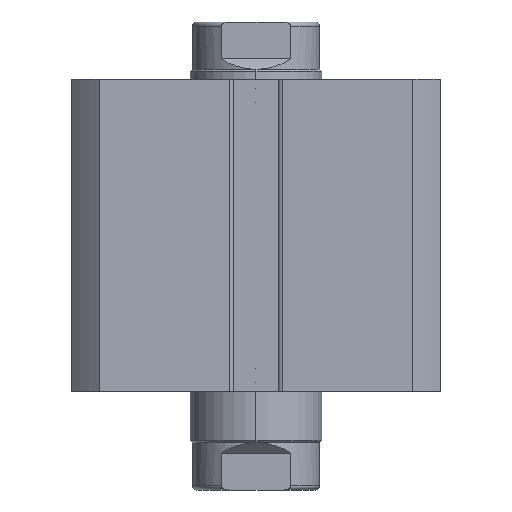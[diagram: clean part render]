
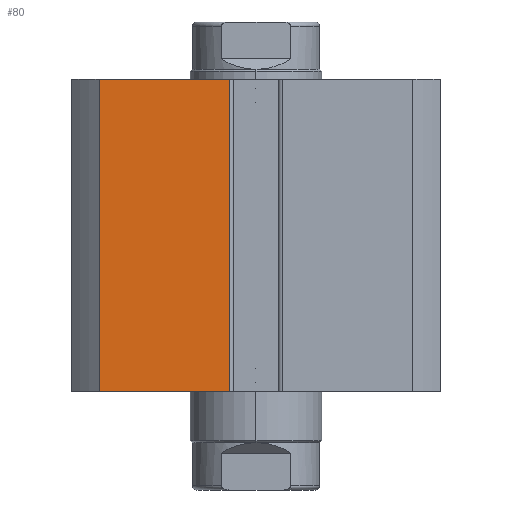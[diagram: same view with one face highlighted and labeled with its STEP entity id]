
A CAD part, front view. The second image highlights one B-rep face of the part: STEP entity #80.
In plain terms, the highlighted planar face has unit normal (0, -1, 0).
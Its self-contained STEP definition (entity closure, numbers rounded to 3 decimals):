
#80 = ADVANCED_FACE ( 'NONE', ( #3943 ), #701, .F. ) ;
#205 = DIRECTION ( 'NONE',  ( 1., 0., 0. ) ) ;
#206 = CARTESIAN_POINT ( 'NONE',  ( -22.5, -22.5, 0. ) ) ;
#294 = VERTEX_POINT ( 'NONE', #772 ) ;
#314 = ORIENTED_EDGE ( 'NONE', *, *, #4860, .F. ) ;
#701 = PLANE ( 'NONE',  #5075 ) ;
#702 = CARTESIAN_POINT ( 'NONE',  ( -22.5, -22.5, 38. ) ) ;
#772 = CARTESIAN_POINT ( 'NONE',  ( -3.2, -22.5, 38. ) ) ;
#817 = VERTEX_POINT ( 'NONE', #5773 ) ;
#843 = DIRECTION ( 'NONE',  ( 0., 1., 0. ) ) ;
#844 = DIRECTION ( 'NONE',  ( 0., 0., 1. ) ) ;
#1120 = DIRECTION ( 'NONE',  ( 1., 0., 0. ) ) ;
#1121 = CARTESIAN_POINT ( 'NONE',  ( -22.5, -22.5, 38. ) ) ;
#1306 = CARTESIAN_POINT ( 'NONE',  ( -3.2, -22.5, 0. ) ) ;
#1313 = CARTESIAN_POINT ( 'NONE',  ( -19.079, -22.5, 0. ) ) ;
#1900 = LINE ( 'NONE', #1121, #1905 ) ;
#1905 = VECTOR ( 'NONE', #1120, 1000. ) ;
#2032 = LINE ( 'NONE', #206, #2040 ) ;
#2040 = VECTOR ( 'NONE', #205, 1000. ) ;
#2067 = VECTOR ( 'NONE', #6525, 1000. ) ;
#2073 = LINE ( 'NONE', #6524, #2067 ) ;
#2086 = LINE ( 'NONE', #6532, #2087 ) ;
#2087 = VECTOR ( 'NONE', #6533, 1000. ) ;
#3026 = ORIENTED_EDGE ( 'NONE', *, *, #4743, .F. ) ;
#3061 = ORIENTED_EDGE ( 'NONE', *, *, #4834, .T. ) ;
#3143 = ORIENTED_EDGE ( 'NONE', *, *, #4856, .T. ) ;
#3385 = EDGE_LOOP ( 'NONE', ( #314, #3061, #3143, #3026 ) ) ;
#3943 = FACE_OUTER_BOUND ( 'NONE', #3385, .T. ) ;
#4743 = EDGE_CURVE ( 'NONE', #817, #294, #1900, .T. ) ;
#4834 = EDGE_CURVE ( 'NONE', #5514, #5507, #2032, .T. ) ;
#4856 = EDGE_CURVE ( 'NONE', #5507, #294, #2073, .T. ) ;
#4860 = EDGE_CURVE ( 'NONE', #5514, #817, #2086, .T. ) ;
#5075 = AXIS2_PLACEMENT_3D ( 'NONE', #702, #843, #844 ) ;
#5507 = VERTEX_POINT ( 'NONE', #1306 ) ;
#5514 = VERTEX_POINT ( 'NONE', #1313 ) ;
#5773 = CARTESIAN_POINT ( 'NONE',  ( -19.079, -22.5, 38. ) ) ;
#6524 = CARTESIAN_POINT ( 'NONE',  ( -3.2, -22.5, 38. ) ) ;
#6525 = DIRECTION ( 'NONE',  ( 0., 0., 1. ) ) ;
#6532 = CARTESIAN_POINT ( 'NONE',  ( -19.079, -22.5, 0. ) ) ;
#6533 = DIRECTION ( 'NONE',  ( 0., 0., 1. ) ) ;
